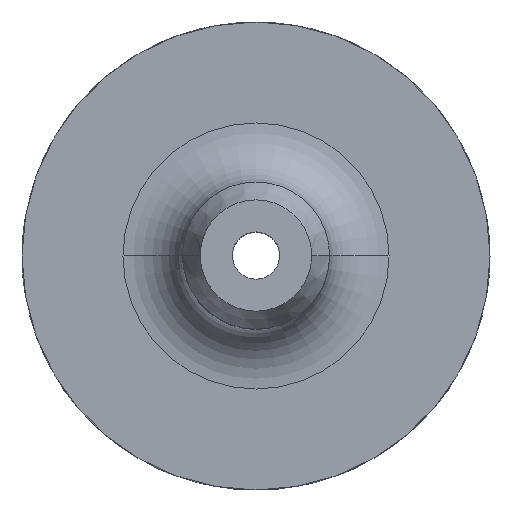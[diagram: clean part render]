
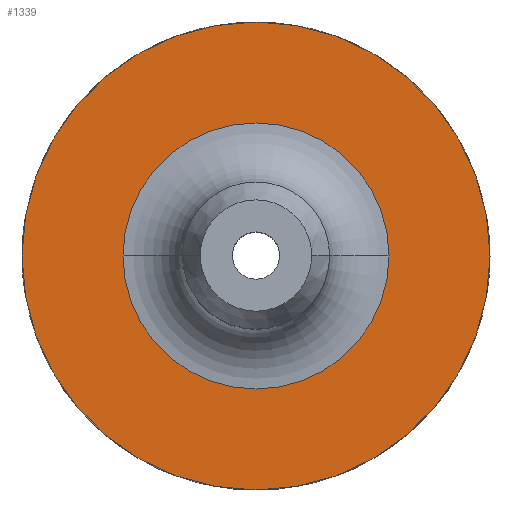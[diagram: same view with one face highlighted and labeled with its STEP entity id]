
A CAD part, top view. The second image highlights one B-rep face of the part: STEP entity #1339.
In plain terms, the highlighted planar face has unit normal (0, 0, 1).
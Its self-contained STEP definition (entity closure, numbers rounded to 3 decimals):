
#3 = ORIENTED_EDGE ( 'NONE', *, *, #877, .F. ) ;
#84 = ORIENTED_EDGE ( 'NONE', *, *, #146, .T. ) ;
#146 = EDGE_CURVE ( 'NONE', #564, #152, #195, .T. ) ;
#152 = VERTEX_POINT ( 'NONE', #1428 ) ;
#188 = VERTEX_POINT ( 'NONE', #1194 ) ;
#195 = CIRCLE ( 'NONE', #778, 17.906 ) ;
#198 = VERTEX_POINT ( 'NONE', #488 ) ;
#211 = ORIENTED_EDGE ( 'NONE', *, *, #991, .F. ) ;
#240 = EDGE_LOOP ( 'NONE', ( #84, #1412 ) ) ;
#295 = AXIS2_PLACEMENT_3D ( 'NONE', #1460, #859, #758 ) ;
#439 = CARTESIAN_POINT ( 'NONE',  ( -17.906, 0., 27. ) ) ;
#485 = EDGE_LOOP ( 'NONE', ( #211, #3 ) ) ;
#488 = CARTESIAN_POINT ( 'NONE',  ( 31.5, 0., 27. ) ) ;
#498 = CARTESIAN_POINT ( 'NONE',  ( 0., 0., 27. ) ) ;
#509 = CARTESIAN_POINT ( 'NONE',  ( 0., 0., 27. ) ) ;
#564 = VERTEX_POINT ( 'NONE', #439 ) ;
#595 = AXIS2_PLACEMENT_3D ( 'NONE', #509, #633, #1351 ) ;
#633 = DIRECTION ( 'NONE',  ( 0., 0., -1. ) ) ;
#666 = CARTESIAN_POINT ( 'NONE',  ( 0., 9.906, 27. ) ) ;
#678 = CIRCLE ( 'NONE', #295, 17.906 ) ;
#758 = DIRECTION ( 'NONE',  ( -1., 0., 0. ) ) ;
#778 = AXIS2_PLACEMENT_3D ( 'NONE', #498, #1083, #1075 ) ;
#859 = DIRECTION ( 'NONE',  ( 0., 0., -1. ) ) ;
#872 = CARTESIAN_POINT ( 'NONE',  ( 0., 0., 27. ) ) ;
#877 = EDGE_CURVE ( 'NONE', #198, #188, #1517, .T. ) ;
#915 = EDGE_CURVE ( 'NONE', #152, #564, #678, .T. ) ;
#989 = DIRECTION ( 'NONE',  ( -1., 0., 0. ) ) ;
#991 = EDGE_CURVE ( 'NONE', #188, #198, #1344, .T. ) ;
#1035 = DIRECTION ( 'NONE',  ( -1., 0., 0. ) ) ;
#1066 = FACE_BOUND ( 'NONE', #240, .T. ) ;
#1075 = DIRECTION ( 'NONE',  ( -1., 0., 0. ) ) ;
#1083 = DIRECTION ( 'NONE',  ( 0., 0., -1. ) ) ;
#1194 = CARTESIAN_POINT ( 'NONE',  ( -31.5, 0., 27. ) ) ;
#1298 = FACE_OUTER_BOUND ( 'NONE', #485, .T. ) ;
#1339 = ADVANCED_FACE ( 'NONE', ( #1066, #1298 ), #1512, .F. ) ;
#1340 = AXIS2_PLACEMENT_3D ( 'NONE', #666, #1502, #1035 ) ;
#1344 = CIRCLE ( 'NONE', #595, 31.5 ) ;
#1351 = DIRECTION ( 'NONE',  ( -1., 0., 0. ) ) ;
#1353 = DIRECTION ( 'NONE',  ( 0., 0., -1. ) ) ;
#1412 = ORIENTED_EDGE ( 'NONE', *, *, #915, .T. ) ;
#1428 = CARTESIAN_POINT ( 'NONE',  ( 17.906, 0., 27. ) ) ;
#1460 = CARTESIAN_POINT ( 'NONE',  ( 0., 0., 27. ) ) ;
#1502 = DIRECTION ( 'NONE',  ( 0., 0., -1. ) ) ;
#1512 = PLANE ( 'NONE',  #1340 ) ;
#1517 = CIRCLE ( 'NONE', #1555, 31.5 ) ;
#1555 = AXIS2_PLACEMENT_3D ( 'NONE', #872, #1353, #989 ) ;
